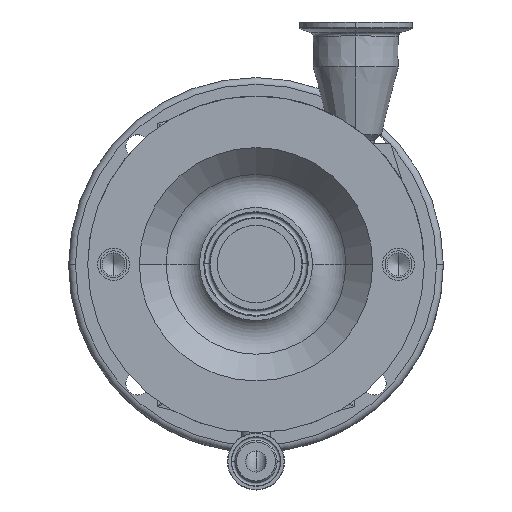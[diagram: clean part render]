
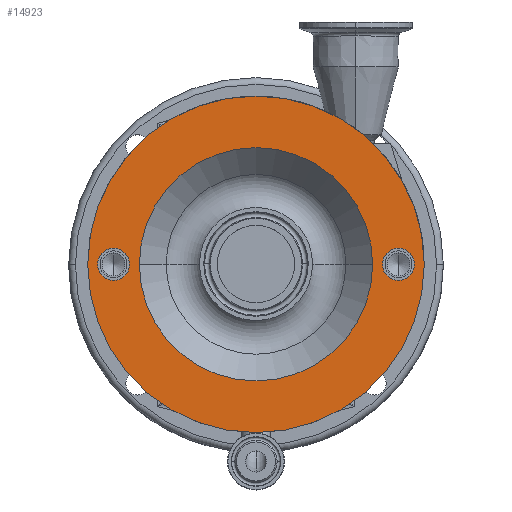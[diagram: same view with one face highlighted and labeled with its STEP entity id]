
A CAD part, top view. The second image highlights one B-rep face of the part: STEP entity #14923.
In plain terms, the highlighted planar face has unit normal (0, 0, 1).
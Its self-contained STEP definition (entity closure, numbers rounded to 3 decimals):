
#136 = AXIS2_PLACEMENT_3D ( 'NONE', #16525, #4557, #13992 ) ;
#906 = CARTESIAN_POINT ( 'NONE',  ( -70.644, 0., 190.6 ) ) ;
#1386 = EDGE_CURVE ( 'NONE', #3121, #12437, #9368, .T. ) ;
#1483 = FACE_BOUND ( 'NONE', #12929, .T. ) ;
#1529 = AXIS2_PLACEMENT_3D ( 'NONE', #5811, #1578, #3024 ) ;
#1578 = DIRECTION ( 'NONE',  ( 0., 0., 1. ) ) ;
#2126 = CARTESIAN_POINT ( 'NONE',  ( 0., 0., 190.6 ) ) ;
#2184 = ORIENTED_EDGE ( 'NONE', *, *, #4549, .F. ) ;
#2893 = DIRECTION ( 'NONE',  ( 1., 0., 0. ) ) ;
#2975 = CIRCLE ( 'NONE', #10016, 7.144 ) ;
#3024 = DIRECTION ( 'NONE',  ( 1., 0., 0. ) ) ;
#3121 = VERTEX_POINT ( 'NONE', #11406 ) ;
#3188 = DIRECTION ( 'NONE',  ( 1., 0., 0. ) ) ;
#3387 = ORIENTED_EDGE ( 'NONE', *, *, #16390, .F. ) ;
#3390 = DIRECTION ( 'NONE',  ( 1., 0., 0. ) ) ;
#3794 = DIRECTION ( 'NONE',  ( 0., 0., 1. ) ) ;
#3864 = VERTEX_POINT ( 'NONE', #4056 ) ;
#3866 = DIRECTION ( 'NONE',  ( 1., 0., 0. ) ) ;
#4056 = CARTESIAN_POINT ( 'NONE',  ( 70.644, 0., 190.6 ) ) ;
#4229 = ORIENTED_EDGE ( 'NONE', *, *, #6914, .F. ) ;
#4248 = CARTESIAN_POINT ( 'NONE',  ( 75., 0., 190.6 ) ) ;
#4279 = CARTESIAN_POINT ( 'NONE',  ( 56.356, 0., 190.6 ) ) ;
#4292 = VERTEX_POINT ( 'NONE', #906 ) ;
#4398 = EDGE_LOOP ( 'NONE', ( #2184, #10356 ) ) ;
#4549 = EDGE_CURVE ( 'NONE', #6657, #8664, #13471, .T. ) ;
#4557 = DIRECTION ( 'NONE',  ( 0., 0., 1. ) ) ;
#4973 = DIRECTION ( 'NONE',  ( 0., 0., 1. ) ) ;
#5230 = CARTESIAN_POINT ( 'NONE',  ( 0., 0., 190.6 ) ) ;
#5750 = CIRCLE ( 'NONE', #8472, 75. ) ;
#5811 = CARTESIAN_POINT ( 'NONE',  ( 0., 0., 190.6 ) ) ;
#5813 = DIRECTION ( 'NONE',  ( 0., 0., 1. ) ) ;
#6156 = ORIENTED_EDGE ( 'NONE', *, *, #12511, .T. ) ;
#6657 = VERTEX_POINT ( 'NONE', #15122 ) ;
#6756 = DIRECTION ( 'NONE',  ( 0., 0., 1. ) ) ;
#6914 = EDGE_CURVE ( 'NONE', #3864, #10770, #10561, .T. ) ;
#7469 = EDGE_CURVE ( 'NONE', #4292, #13668, #2975, .T. ) ;
#7896 = DIRECTION ( 'NONE',  ( 0., 0., 1. ) ) ;
#7904 = CARTESIAN_POINT ( 'NONE',  ( 63.5, 0., 190.6 ) ) ;
#8118 = DIRECTION ( 'NONE',  ( 1., 0., 0. ) ) ;
#8472 = AXIS2_PLACEMENT_3D ( 'NONE', #2126, #12404, #3390 ) ;
#8536 = CARTESIAN_POINT ( 'NONE',  ( -63.5, 0., 190.6 ) ) ;
#8664 = VERTEX_POINT ( 'NONE', #11958 ) ;
#8790 = AXIS2_PLACEMENT_3D ( 'NONE', #14185, #7896, #10281 ) ;
#8831 = AXIS2_PLACEMENT_3D ( 'NONE', #15831, #6756, #8118 ) ;
#8984 = DIRECTION ( 'NONE',  ( 1., 0., 0. ) ) ;
#9368 = CIRCLE ( 'NONE', #14251, 75. ) ;
#9391 = FACE_BOUND ( 'NONE', #4398, .T. ) ;
#9431 = DIRECTION ( 'NONE',  ( 0., 0., 1. ) ) ;
#10016 = AXIS2_PLACEMENT_3D ( 'NONE', #8536, #5813, #3188 ) ;
#10281 = DIRECTION ( 'NONE',  ( 1., 0., 0. ) ) ;
#10356 = ORIENTED_EDGE ( 'NONE', *, *, #16645, .F. ) ;
#10561 = CIRCLE ( 'NONE', #15696, 7.144 ) ;
#10770 = VERTEX_POINT ( 'NONE', #4279 ) ;
#11406 = CARTESIAN_POINT ( 'NONE',  ( -75., 0., 190.6 ) ) ;
#11446 = CARTESIAN_POINT ( 'NONE',  ( 0., 0., 190.6 ) ) ;
#11860 = FACE_OUTER_BOUND ( 'NONE', #14817, .T. ) ;
#11958 = CARTESIAN_POINT ( 'NONE',  ( -52., 0., 190.6 ) ) ;
#12081 = AXIS2_PLACEMENT_3D ( 'NONE', #11446, #4973, #3866 ) ;
#12400 = EDGE_LOOP ( 'NONE', ( #4229, #14653 ) ) ;
#12404 = DIRECTION ( 'NONE',  ( 0., 0., 1. ) ) ;
#12437 = VERTEX_POINT ( 'NONE', #4248 ) ;
#12511 = EDGE_CURVE ( 'NONE', #12437, #3121, #5750, .T. ) ;
#12618 = CIRCLE ( 'NONE', #12081, 52. ) ;
#12929 = EDGE_LOOP ( 'NONE', ( #3387, #14581 ) ) ;
#13098 = ORIENTED_EDGE ( 'NONE', *, *, #1386, .T. ) ;
#13288 = FACE_BOUND ( 'NONE', #12400, .T. ) ;
#13299 = EDGE_CURVE ( 'NONE', #10770, #3864, #15292, .T. ) ;
#13471 = CIRCLE ( 'NONE', #1529, 52. ) ;
#13668 = VERTEX_POINT ( 'NONE', #13918 ) ;
#13918 = CARTESIAN_POINT ( 'NONE',  ( -56.356, 0., 190.6 ) ) ;
#13992 = DIRECTION ( 'NONE',  ( 1., 0., 0. ) ) ;
#14185 = CARTESIAN_POINT ( 'NONE',  ( 63.5, 0., 190.6 ) ) ;
#14251 = AXIS2_PLACEMENT_3D ( 'NONE', #5230, #3794, #8984 ) ;
#14581 = ORIENTED_EDGE ( 'NONE', *, *, #7469, .F. ) ;
#14653 = ORIENTED_EDGE ( 'NONE', *, *, #13299, .F. ) ;
#14817 = EDGE_LOOP ( 'NONE', ( #6156, #13098 ) ) ;
#14923 = ADVANCED_FACE ( 'NONE', ( #9391, #1483, #13288, #11860 ), #15582, .T. ) ;
#15122 = CARTESIAN_POINT ( 'NONE',  ( 52., 0., 190.6 ) ) ;
#15292 = CIRCLE ( 'NONE', #8790, 7.144 ) ;
#15582 = PLANE ( 'NONE',  #8831 ) ;
#15696 = AXIS2_PLACEMENT_3D ( 'NONE', #7904, #9431, #2893 ) ;
#15831 = CARTESIAN_POINT ( 'NONE',  ( 0., 75., 190.6 ) ) ;
#16390 = EDGE_CURVE ( 'NONE', #13668, #4292, #16399, .T. ) ;
#16399 = CIRCLE ( 'NONE', #136, 7.144 ) ;
#16525 = CARTESIAN_POINT ( 'NONE',  ( -63.5, 0., 190.6 ) ) ;
#16645 = EDGE_CURVE ( 'NONE', #8664, #6657, #12618, .T. ) ;
